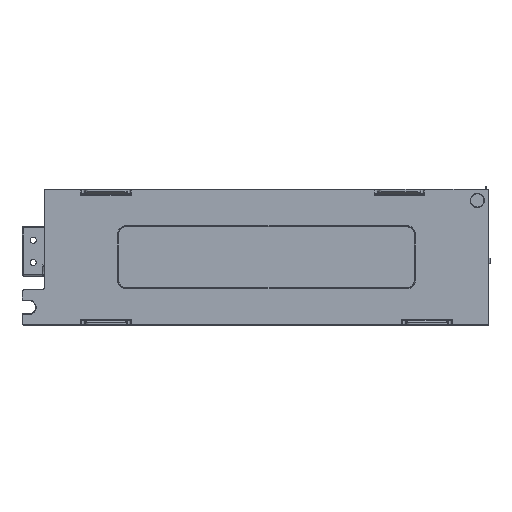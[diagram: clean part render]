
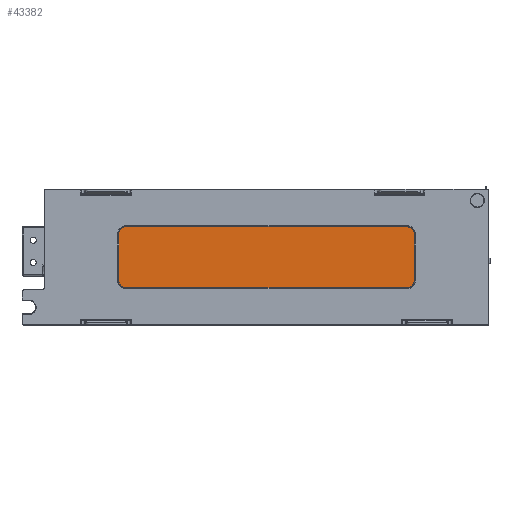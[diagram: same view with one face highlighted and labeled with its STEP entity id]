
A CAD part, front view. The second image highlights one B-rep face of the part: STEP entity #43382.
In plain terms, the highlighted planar face has unit normal (0, -1, 0).
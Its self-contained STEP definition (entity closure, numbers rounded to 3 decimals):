
#5064=B_SPLINE_CURVE_WITH_KNOTS('',1,(#188397,#188398),.UNSPECIFIED.,.F.,
 .F.,(2,2),(-19.,0.),.UNSPECIFIED.);
#5065=B_SPLINE_CURVE_WITH_KNOTS('',1,(#188399,#188400),.UNSPECIFIED.,.F.,
 .F.,(2,2),(-114.,0.),.UNSPECIFIED.);
#5066=B_SPLINE_CURVE_WITH_KNOTS('',1,(#188401,#188402),.UNSPECIFIED.,.F.,
 .F.,(2,2),(-19.,0.),.UNSPECIFIED.);
#5067=B_SPLINE_CURVE_WITH_KNOTS('',1,(#188403,#188404),.UNSPECIFIED.,.F.,
 .F.,(2,2),(0.,114.),.UNSPECIFIED.);
#43382=ADVANCED_FACE('',(#48862),#149820,.T.);
#48862=FACE_OUTER_BOUND('',#54517,.T.);
#54517=EDGE_LOOP('',(#65324,#65325,#65326,#65327,#65328,#65329,#65330,#65331));
#65324=ORIENTED_EDGE('',*,*,#93518,.T.);
#65325=ORIENTED_EDGE('',*,*,#93519,.T.);
#65326=ORIENTED_EDGE('',*,*,#93517,.T.);
#65327=ORIENTED_EDGE('',*,*,#93520,.T.);
#65328=ORIENTED_EDGE('',*,*,#93516,.T.);
#65329=ORIENTED_EDGE('',*,*,#93521,.T.);
#65330=ORIENTED_EDGE('',*,*,#93515,.T.);
#65331=ORIENTED_EDGE('',*,*,#93522,.T.);
#93515=EDGE_CURVE('',#126775,#126776,#117772,.T.);
#93516=EDGE_CURVE('',#126778,#126777,#117773,.T.);
#93517=EDGE_CURVE('',#126780,#126779,#117774,.T.);
#93518=EDGE_CURVE('',#126782,#126781,#117775,.T.);
#93519=EDGE_CURVE('',#126781,#126780,#5064,.T.);
#93520=EDGE_CURVE('',#126779,#126778,#5065,.T.);
#93521=EDGE_CURVE('',#126777,#126775,#5066,.T.);
#93522=EDGE_CURVE('',#126776,#126782,#5067,.T.);
#117772=(
BOUNDED_CURVE()
B_SPLINE_CURVE(2,(#188385,#188386,#188387),.UNSPECIFIED.,.F.,.F.)
B_SPLINE_CURVE_WITH_KNOTS((3,3),(0.,4.398),.UNSPECIFIED.)
CURVE()
GEOMETRIC_REPRESENTATION_ITEM()
RATIONAL_B_SPLINE_CURVE((1.,0.707,1.))
REPRESENTATION_ITEM('')
);
#117773=(
BOUNDED_CURVE()
B_SPLINE_CURVE(2,(#188388,#188389,#188390),.UNSPECIFIED.,.F.,.F.)
B_SPLINE_CURVE_WITH_KNOTS((3,3),(0.,4.398),.UNSPECIFIED.)
CURVE()
GEOMETRIC_REPRESENTATION_ITEM()
RATIONAL_B_SPLINE_CURVE((1.,0.707,1.))
REPRESENTATION_ITEM('')
);
#117774=(
BOUNDED_CURVE()
B_SPLINE_CURVE(2,(#188391,#188392,#188393),.UNSPECIFIED.,.F.,.F.)
B_SPLINE_CURVE_WITH_KNOTS((3,3),(0.,4.398),.UNSPECIFIED.)
CURVE()
GEOMETRIC_REPRESENTATION_ITEM()
RATIONAL_B_SPLINE_CURVE((1.,0.707,1.))
REPRESENTATION_ITEM('')
);
#117775=(
BOUNDED_CURVE()
B_SPLINE_CURVE(2,(#188394,#188395,#188396),.UNSPECIFIED.,.F.,.F.)
B_SPLINE_CURVE_WITH_KNOTS((3,3),(0.,4.398),.UNSPECIFIED.)
CURVE()
GEOMETRIC_REPRESENTATION_ITEM()
RATIONAL_B_SPLINE_CURVE((1.,0.707,1.))
REPRESENTATION_ITEM('')
);
#126775=VERTEX_POINT('',#188377);
#126776=VERTEX_POINT('',#188378);
#126777=VERTEX_POINT('',#188379);
#126778=VERTEX_POINT('',#188380);
#126779=VERTEX_POINT('',#188381);
#126780=VERTEX_POINT('',#188382);
#126781=VERTEX_POINT('',#188383);
#126782=VERTEX_POINT('',#188384);
#149820=PLANE('',#153343);
#153343=AXIS2_PLACEMENT_3D('',#188376,#156850,$);
#156850=DIRECTION('',(0.,-1.,0.));
#188376=CARTESIAN_POINT('',(-65.82,-89.698,35.32));
#188377=CARTESIAN_POINT('',(-53.8,-89.698,11.));
#188378=CARTESIAN_POINT('',(-51.,-89.698,8.2));
#188379=CARTESIAN_POINT('',(-53.8,-89.698,30.));
#188380=CARTESIAN_POINT('',(-51.,-89.698,32.8));
#188381=CARTESIAN_POINT('',(63.,-89.698,32.8));
#188382=CARTESIAN_POINT('',(65.8,-89.698,30.));
#188383=CARTESIAN_POINT('',(65.8,-89.698,11.));
#188384=CARTESIAN_POINT('',(63.,-89.698,8.2));
#188385=CARTESIAN_POINT('',(-53.8,-89.698,11.));
#188386=CARTESIAN_POINT('',(-53.8,-89.698,8.2));
#188387=CARTESIAN_POINT('',(-51.,-89.698,8.2));
#188388=CARTESIAN_POINT('',(-51.,-89.698,32.8));
#188389=CARTESIAN_POINT('',(-53.8,-89.698,32.8));
#188390=CARTESIAN_POINT('',(-53.8,-89.698,30.));
#188391=CARTESIAN_POINT('',(65.8,-89.698,30.));
#188392=CARTESIAN_POINT('',(65.8,-89.698,32.8));
#188393=CARTESIAN_POINT('',(63.,-89.698,32.8));
#188394=CARTESIAN_POINT('',(63.,-89.698,8.2));
#188395=CARTESIAN_POINT('',(65.8,-89.698,8.2));
#188396=CARTESIAN_POINT('',(65.8,-89.698,11.));
#188397=CARTESIAN_POINT('',(65.8,-89.698,11.));
#188398=CARTESIAN_POINT('',(65.8,-89.698,30.));
#188399=CARTESIAN_POINT('',(63.,-89.698,32.8));
#188400=CARTESIAN_POINT('',(-51.,-89.698,32.8));
#188401=CARTESIAN_POINT('',(-53.8,-89.698,30.));
#188402=CARTESIAN_POINT('',(-53.8,-89.698,11.));
#188403=CARTESIAN_POINT('',(-51.,-89.698,8.2));
#188404=CARTESIAN_POINT('',(63.,-89.698,8.2));
